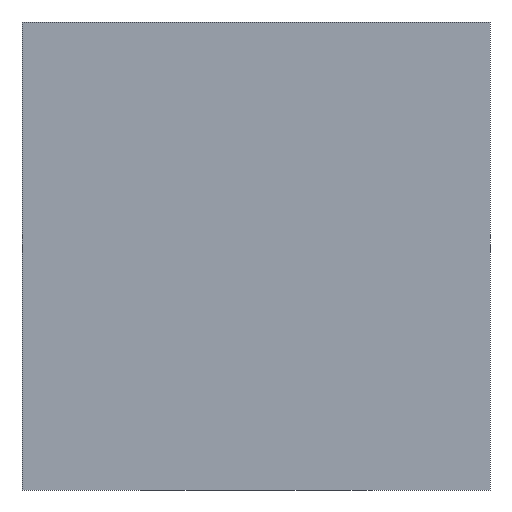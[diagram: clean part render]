
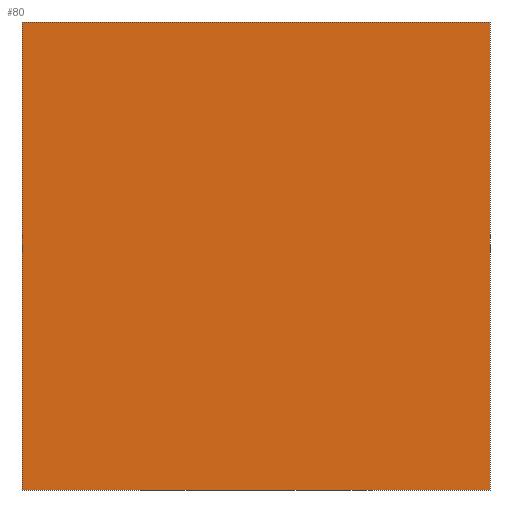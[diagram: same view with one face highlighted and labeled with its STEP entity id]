
A CAD part, front view. The second image highlights one B-rep face of the part: STEP entity #80.
In plain terms, the highlighted planar face has unit normal (0, -1, 0).
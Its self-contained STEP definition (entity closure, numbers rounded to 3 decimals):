
#41=CARTESIAN_POINT('POINT5',(-40.,-40.,40.));
#42=VERTEX_POINT('VERTEX5',#41);
#43=CARTESIAN_POINT('POINT6',(-40.,-40.,-40.));
#44=VERTEX_POINT('VERTEX6',#43);
#45=CARTESIAN_POINT('POS6',(-40.,-40.,0.));
#46=DIRECTION('DIR7',(0.,0.,-1.));
#47=VECTOR('VEC5',#46,1.);
#48=LINE('STRAIGHT5',#45,#47);
#49=EDGE_CURVE('EDGE5',#42,#44,#48,.T.);
#50=ORIENTED_EDGE('COEDGE5',*,*,#49,.T.);
#51=CARTESIAN_POINT('POINT7',(40.,-40.,-40.));
#52=VERTEX_POINT('VERTEX7',#51);
#53=CARTESIAN_POINT('POS7',(0.,-40.,-40.));
#54=DIRECTION('DIR8',(-1.,0.,0.));
#55=VECTOR('VEC6',#54,1.);
#56=LINE('STRAIGHT6',#53,#55);
#57=EDGE_CURVE('EDGE6',#52,#44,#56,.T.);
#58=ORIENTED_EDGE('COEDGE6',*,*,#57,.F.);
#59=CARTESIAN_POINT('POINT8',(40.,-40.,40.));
#60=VERTEX_POINT('VERTEX8',#59);
#61=CARTESIAN_POINT('POS8',(40.,-40.,0.));
#62=DIRECTION('DIR9',(0.,0.,-1.));
#63=VECTOR('VEC7',#62,1.);
#64=LINE('STRAIGHT7',#61,#63);
#65=EDGE_CURVE('EDGE7',#60,#52,#64,.T.);
#66=ORIENTED_EDGE('COEDGE7',*,*,#65,.F.);
#67=CARTESIAN_POINT('POS9',(0.,-40.,40.));
#68=DIRECTION('DIR10',(1.,0.,0.));
#69=VECTOR('VEC8',#68,1.);
#70=LINE('STRAIGHT8',#67,#69);
#71=EDGE_CURVE('EDGE8',#42,#60,#70,.T.);
#72=ORIENTED_EDGE('COEDGE8',*,*,#71,.F.);
#73=EDGE_LOOP('NONE',(#50,#58,#66,#72));
#74=FACE_BOUND('LOOP1',#73,.T.);
#75=CARTESIAN_POINT('POS10',(0.,-40.,0.));
#76=DIRECTION('DIR11',(0.,1.,0.));
#77=DIRECTION('DIR12',(1.,0.,0.));
#78=AXIS2_PLACEMENT_3D('AXIS2',#75,#76,#77);
#79=PLANE('PLANE2',#78);
#80=ADVANCED_FACE('FACE2',(#74),#79,.F.);
